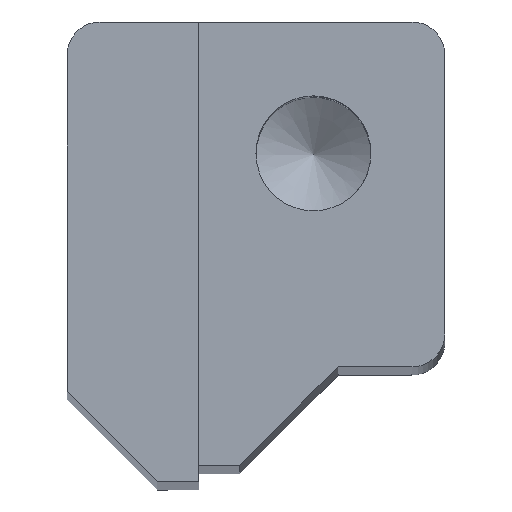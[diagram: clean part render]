
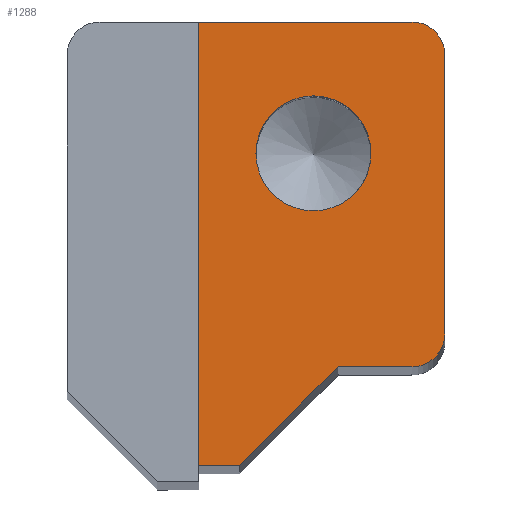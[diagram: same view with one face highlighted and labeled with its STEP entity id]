
A CAD part, top view. The second image highlights one B-rep face of the part: STEP entity #1288.
In plain terms, the highlighted planar face has unit normal (0, 0, 1).
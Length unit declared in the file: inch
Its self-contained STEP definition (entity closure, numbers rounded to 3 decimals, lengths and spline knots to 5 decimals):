
#76=LINE('',#2056,#124);
#80=LINE('',#2132,#128);
#84=LINE('',#2140,#132);
#87=LINE('',#2146,#135);
#90=LINE('',#2152,#138);
#94=LINE('',#2166,#142);
#124=VECTOR('',#1644,0.3937);
#128=VECTOR('',#1734,0.3937);
#132=VECTOR('',#1740,0.3937);
#135=VECTOR('',#1745,0.3937);
#138=VECTOR('',#1750,0.3937);
#142=VECTOR('',#1768,0.3937);
#179=PLANE('',#1490);
#263=FACE_BOUND('',#562,.T.);
#318=CIRCLE('',#1427,0.21875);
#348=CIRCLE('',#1483,0.125);
#350=CIRCLE('',#1486,0.125);
#432=FACE_OUTER_BOUND('',#561,.T.);
#561=EDGE_LOOP('',(#1046,#1047,#1048,#1049,#1050,#1051,#1052,#1053));
#562=EDGE_LOOP('',(#1054));
#675=VERTEX_POINT('',#2040);
#680=VERTEX_POINT('',#2054);
#681=VERTEX_POINT('',#2055);
#709=VERTEX_POINT('',#2130);
#710=VERTEX_POINT('',#2131);
#713=VERTEX_POINT('',#2139);
#715=VERTEX_POINT('',#2145);
#717=VERTEX_POINT('',#2151);
#719=VERTEX_POINT('',#2160);
#797=EDGE_CURVE('',#675,#675,#318,.T.);
#802=EDGE_CURVE('',#680,#681,#76,.T.);
#831=EDGE_CURVE('',#709,#710,#80,.T.);
#835=EDGE_CURVE('',#710,#713,#84,.T.);
#838=EDGE_CURVE('',#713,#715,#87,.T.);
#841=EDGE_CURVE('',#715,#717,#90,.T.);
#844=EDGE_CURVE('',#717,#680,#348,.T.);
#846=EDGE_CURVE('',#681,#719,#350,.T.);
#849=EDGE_CURVE('',#719,#709,#94,.T.);
#1046=ORIENTED_EDGE('',*,*,#831,.F.);
#1047=ORIENTED_EDGE('',*,*,#849,.F.);
#1048=ORIENTED_EDGE('',*,*,#846,.F.);
#1049=ORIENTED_EDGE('',*,*,#802,.F.);
#1050=ORIENTED_EDGE('',*,*,#844,.F.);
#1051=ORIENTED_EDGE('',*,*,#841,.F.);
#1052=ORIENTED_EDGE('',*,*,#838,.F.);
#1053=ORIENTED_EDGE('',*,*,#835,.F.);
#1054=ORIENTED_EDGE('',*,*,#797,.T.);
#1288=ADVANCED_FACE('',(#432,#263),#179,.T.);
#1427=AXIS2_PLACEMENT_3D('',#2041,#1626,#1627);
#1483=AXIS2_PLACEMENT_3D('',#2157,#1755,#1756);
#1486=AXIS2_PLACEMENT_3D('',#2161,#1761,#1762);
#1490=AXIS2_PLACEMENT_3D('',#2169,#1772,#1773);
#1626=DIRECTION('center_axis',(0.,0.,-1.));
#1627=DIRECTION('ref_axis',(1.,0.,0.));
#1644=DIRECTION('',(0.,-1.,0.));
#1734=DIRECTION('',(-0.707,-0.707,0.));
#1740=DIRECTION('',(-1.,0.,0.));
#1745=DIRECTION('',(0.,1.,0.));
#1750=DIRECTION('',(1.,0.,0.));
#1755=DIRECTION('center_axis',(0.,0.,-1.));
#1756=DIRECTION('ref_axis',(1.,0.,0.));
#1761=DIRECTION('center_axis',(0.,0.,-1.));
#1762=DIRECTION('ref_axis',(0.,-1.,0.));
#1768=DIRECTION('',(-1.,0.,0.));
#1772=DIRECTION('center_axis',(0.,0.,1.));
#1773=DIRECTION('ref_axis',(1.,0.,0.));
#2040=CARTESIAN_POINT('',(0.625,0.8125,18.));
#2041=CARTESIAN_POINT('Origin',(0.40625,0.8125,18.));
#2054=CARTESIAN_POINT('',(0.90625,1.1875,18.));
#2055=CARTESIAN_POINT('',(0.90625,0.125,18.));
#2056=CARTESIAN_POINT('',(0.90625,0.125,18.));
#2130=CARTESIAN_POINT('',(0.5,0.,18.));
#2131=CARTESIAN_POINT('',(0.125,-0.375,18.));
#2132=CARTESIAN_POINT('',(0.125,-0.375,18.));
#2139=CARTESIAN_POINT('',(-0.03125,-0.375,18.));
#2140=CARTESIAN_POINT('',(-0.03125,-0.375,18.));
#2145=CARTESIAN_POINT('',(-0.03125,1.3125,18.));
#2146=CARTESIAN_POINT('',(-0.03125,1.3125,18.));
#2151=CARTESIAN_POINT('',(0.78125,1.3125,18.));
#2152=CARTESIAN_POINT('',(0.78125,1.3125,18.));
#2157=CARTESIAN_POINT('Origin',(0.78125,1.1875,18.));
#2160=CARTESIAN_POINT('',(0.78125,0.,18.));
#2161=CARTESIAN_POINT('Origin',(0.78125,0.125,18.));
#2166=CARTESIAN_POINT('',(0.5,0.,18.));
#2169=CARTESIAN_POINT('Origin',(0.38705,0.53917,18.));
